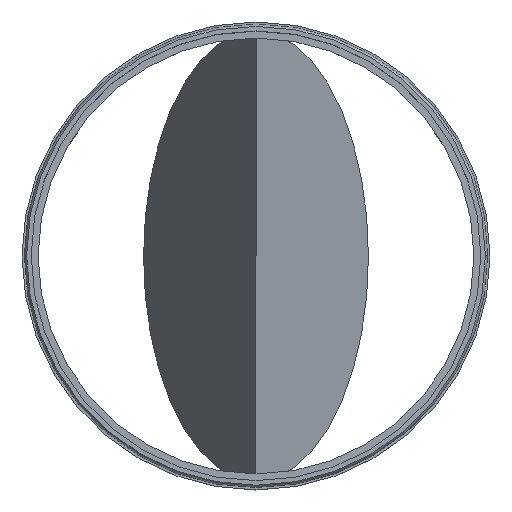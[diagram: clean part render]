
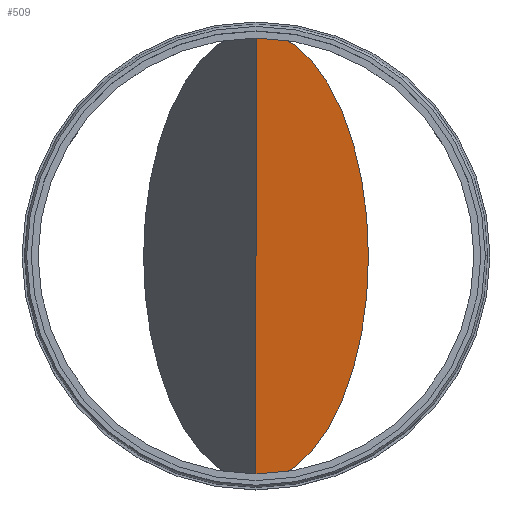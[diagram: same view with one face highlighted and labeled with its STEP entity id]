
A CAD part, top view. The second image highlights one B-rep face of the part: STEP entity #509.
In plain terms, the highlighted planar face has unit normal (0.866, 0, 0.5).
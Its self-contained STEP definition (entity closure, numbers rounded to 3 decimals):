
#42 = VECTOR ( 'NONE', #650, 1000. ) ;
#64 = LINE ( 'NONE', #366, #42 ) ;
#110 = CARTESIAN_POINT ( 'NONE',  ( 0., 0., -14.13 ) ) ;
#129 = DIRECTION ( 'NONE',  ( -0.866, 0., -0.5 ) ) ;
#168 = ORIENTED_EDGE ( 'NONE', *, *, #566, .F. ) ;
#184 = ORIENTED_EDGE ( 'NONE', *, *, #707, .F. ) ;
#197 = CIRCLE ( 'NONE', #800, 98. ) ;
#256 = DIRECTION ( 'NONE',  ( -0.866, 0., -0.5 ) ) ;
#326 = CARTESIAN_POINT ( 'NONE',  ( 0., 98., -14.13 ) ) ;
#327 = PLANE ( 'NONE',  #410 ) ;
#366 = CARTESIAN_POINT ( 'NONE',  ( 0., 98., -14.13 ) ) ;
#410 = AXIS2_PLACEMENT_3D ( 'NONE', #110, #256, #760 ) ;
#431 = FACE_OUTER_BOUND ( 'NONE', #437, .T. ) ;
#437 = EDGE_LOOP ( 'NONE', ( #168, #184 ) ) ;
#509 = ADVANCED_FACE ( 'NONE', ( #431 ), #327, .F. ) ;
#560 = CARTESIAN_POINT ( 'NONE',  ( 0., 0., -14.13 ) ) ;
#566 = EDGE_CURVE ( 'NONE', #881, #874, #197, .T. ) ;
#628 = DIRECTION ( 'NONE',  ( 0.5, 0., -0.866 ) ) ;
#650 = DIRECTION ( 'NONE',  ( 0., 1., 0. ) ) ;
#707 = EDGE_CURVE ( 'NONE', #874, #881, #64, .T. ) ;
#760 = DIRECTION ( 'NONE',  ( 0.5, 0., -0.866 ) ) ;
#800 = AXIS2_PLACEMENT_3D ( 'NONE', #560, #129, #628 ) ;
#874 = VERTEX_POINT ( 'NONE', #897 ) ;
#881 = VERTEX_POINT ( 'NONE', #326 ) ;
#897 = CARTESIAN_POINT ( 'NONE',  ( 0., -98., -14.13 ) ) ;
